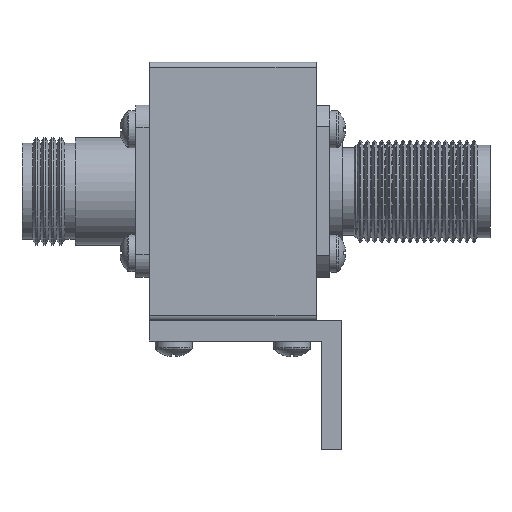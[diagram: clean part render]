
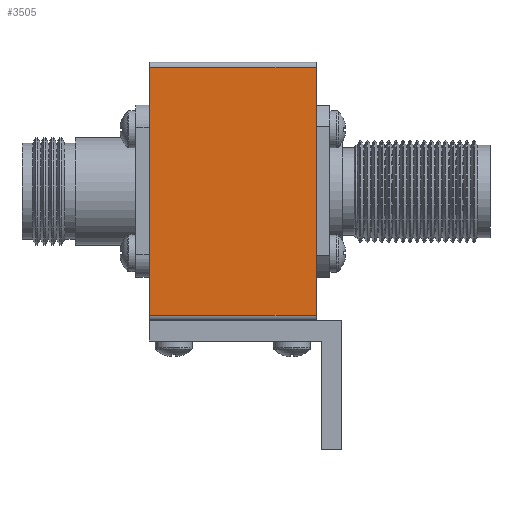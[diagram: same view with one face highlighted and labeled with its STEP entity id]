
A CAD part, top view. The second image highlights one B-rep face of the part: STEP entity #3505.
In plain terms, the highlighted face is planar.
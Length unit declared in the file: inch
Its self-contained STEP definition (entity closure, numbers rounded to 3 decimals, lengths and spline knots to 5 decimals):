
#116 = ORIENTED_EDGE ( 'NONE', *, *, #9418, .T. ) ;
#302 = DIRECTION ( 'NONE',  ( 0., 0., -1. ) ) ;
#308 = EDGE_CURVE ( 'NONE', #3393, #6599, #6380, .T. ) ;
#488 = LINE ( 'NONE', #2103, #5079 ) ;
#1360 = EDGE_CURVE ( 'NONE', #5550, #2507, #9972, .T. ) ;
#2103 = CARTESIAN_POINT ( 'NONE',  ( 1.47, 0., 0.97 ) ) ;
#2507 = VERTEX_POINT ( 'NONE', #8026 ) ;
#3188 = VECTOR ( 'NONE', #3263, 39.37008 ) ;
#3263 = DIRECTION ( 'NONE',  ( 1., 0., 0. ) ) ;
#3265 = ORIENTED_EDGE ( 'NONE', *, *, #4240, .T. ) ;
#3393 = VERTEX_POINT ( 'NONE', #5590 ) ;
#3461 = EDGE_LOOP ( 'NONE', ( #10677, #3265, #6983, #116 ) ) ;
#3505 = ADVANCED_FACE ( 'NONE', ( #5481 ), #6435, .F. ) ;
#3553 = LINE ( 'NONE', #5193, #8649 ) ;
#3727 = DIRECTION ( 'NONE',  ( 0., 0., 1. ) ) ;
#4240 = EDGE_CURVE ( 'NONE', #3393, #2507, #488, .T. ) ;
#4546 = CARTESIAN_POINT ( 'NONE',  ( 1.5, 0., 0. ) ) ;
#4657 = DIRECTION ( 'NONE',  ( 0., 1., 0. ) ) ;
#5079 = VECTOR ( 'NONE', #6398, 39.37008 ) ;
#5168 = CARTESIAN_POINT ( 'NONE',  ( 0.03, 0., 0.97 ) ) ;
#5193 = CARTESIAN_POINT ( 'NONE',  ( 0.03, 0., 0. ) ) ;
#5419 = DIRECTION ( 'NONE',  ( -1., 0., 0. ) ) ;
#5481 = FACE_OUTER_BOUND ( 'NONE', #3461, .T. ) ;
#5512 = CARTESIAN_POINT ( 'NONE',  ( 0.03, 0., 0. ) ) ;
#5550 = VERTEX_POINT ( 'NONE', #5168 ) ;
#5590 = CARTESIAN_POINT ( 'NONE',  ( 1.47, 0., 0. ) ) ;
#5782 = CARTESIAN_POINT ( 'NONE',  ( 0., 0., 0.97 ) ) ;
#6125 = AXIS2_PLACEMENT_3D ( 'NONE', #8891, #4657, #3727 ) ;
#6380 = LINE ( 'NONE', #4546, #6500 ) ;
#6398 = DIRECTION ( 'NONE',  ( 0., 0., 1. ) ) ;
#6435 = PLANE ( 'NONE',  #6125 ) ;
#6500 = VECTOR ( 'NONE', #5419, 39.37008 ) ;
#6599 = VERTEX_POINT ( 'NONE', #5512 ) ;
#6983 = ORIENTED_EDGE ( 'NONE', *, *, #1360, .F. ) ;
#8026 = CARTESIAN_POINT ( 'NONE',  ( 1.47, 0., 0.97 ) ) ;
#8649 = VECTOR ( 'NONE', #302, 39.37008 ) ;
#8891 = CARTESIAN_POINT ( 'NONE',  ( 0., 0., 0. ) ) ;
#9418 = EDGE_CURVE ( 'NONE', #5550, #6599, #3553, .T. ) ;
#9972 = LINE ( 'NONE', #5782, #3188 ) ;
#10677 = ORIENTED_EDGE ( 'NONE', *, *, #308, .F. ) ;
